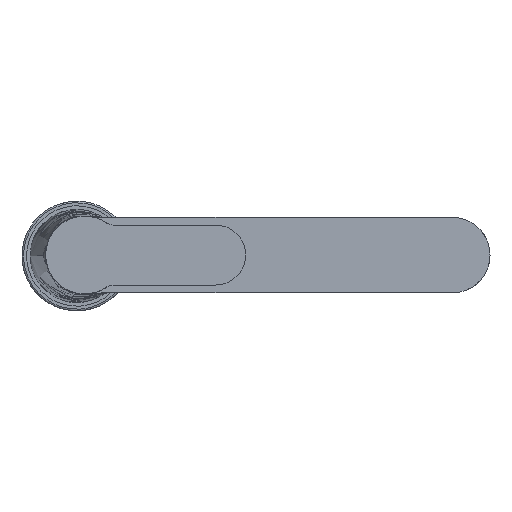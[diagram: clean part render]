
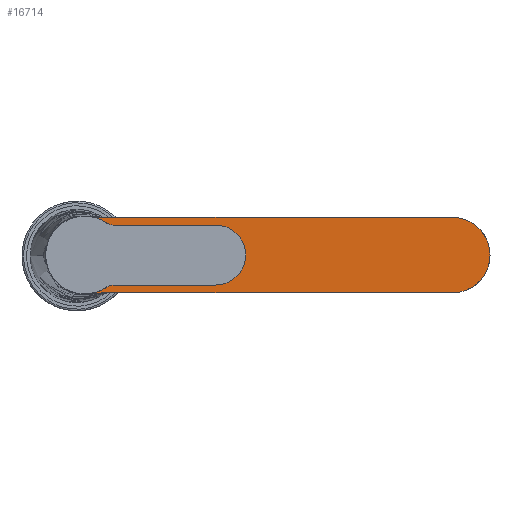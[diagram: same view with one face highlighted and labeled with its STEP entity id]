
A CAD part, top view. The second image highlights one B-rep face of the part: STEP entity #16714.
In plain terms, the highlighted planar face has unit normal (0, 0, 1).
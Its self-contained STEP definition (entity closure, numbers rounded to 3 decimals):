
#303 = B_SPLINE_CURVE_WITH_KNOTS ( 'NONE', 3,
 ( #18703, #12587, #36817, #27975, #15747, #27792, #779, #6881, #12782, #962, #12968, #25019, #10024, #22063, #19089, #4092, #9254, #7251 ),
 .UNSPECIFIED., .F., .F.,
 ( 4, 2, 2, 2, 2, 2, 2, 2, 4 ),
 ( 0., 0.125, 0.25, 0.375, 0.5, 0.625, 0.75, 0.875, 1. ),
 .UNSPECIFIED. ) ;
#529 = EDGE_CURVE ( 'NONE', #27998, #13071, #6651, .T. ) ;
#653 = EDGE_LOOP ( 'NONE', ( #28428, #16109, #15159, #18235, #25201, #29697, #9853, #22458 ) ) ;
#779 = CARTESIAN_POINT ( 'NONE',  ( -11.328, -9.376, 220. ) ) ;
#905 = CARTESIAN_POINT ( 'NONE',  ( 11.736, -17., 220. ) ) ;
#962 = CARTESIAN_POINT ( 'NONE',  ( -7.176, -13.921, 220. ) ) ;
#1189 = ORIENTED_EDGE ( 'NONE', *, *, #31551, .T. ) ;
#1367 = CARTESIAN_POINT ( 'NONE',  ( -13.35, 4.884, 220. ) ) ;
#1411 = CIRCLE ( 'NONE', #15891, 17. ) ;
#2042 = DIRECTION ( 'NONE',  ( 0., 0., 1. ) ) ;
#2232 = CARTESIAN_POINT ( 'NONE',  ( 11.736, 17., 220. ) ) ;
#3276 = CARTESIAN_POINT ( 'NONE',  ( 9.687, -17., 220. ) ) ;
#3700 = EDGE_CURVE ( 'NONE', #37932, #24036, #13370, .T. ) ;
#3845 = DIRECTION ( 'NONE',  ( 1., 0., 0. ) ) ;
#3933 = CARTESIAN_POINT ( 'NONE',  ( -11.95, 8.312, 220. ) ) ;
#4092 = CARTESIAN_POINT ( 'NONE',  ( 3.154, -17.54, 220. ) ) ;
#4135 = CARTESIAN_POINT ( 'NONE',  ( 6., 17., 220. ) ) ;
#4305 = CARTESIAN_POINT ( 'NONE',  ( -12.966, 6.055, 220. ) ) ;
#4506 = CARTESIAN_POINT ( 'NONE',  ( -9.86, 11.37, 220. ) ) ;
#5000 = CARTESIAN_POINT ( 'NONE',  ( 7.647, 17.124, 220. ) ) ;
#5588 = DIRECTION ( 'NONE',  ( 1., 0., 0. ) ) ;
#6651 = CIRCLE ( 'NONE', #36850, 17. ) ;
#6881 = CARTESIAN_POINT ( 'NONE',  ( -9.861, -11.37, 220. ) ) ;
#6997 = AXIS2_PLACEMENT_3D ( 'NONE', #35785, #18046, #30090 ) ;
#7097 = CARTESIAN_POINT ( 'NONE',  ( -6.173, 14.636, 220. ) ) ;
#7251 = CARTESIAN_POINT ( 'NONE',  ( 5.614, -17.372, 220. ) ) ;
#7326 = EDGE_CURVE ( 'NONE', #29559, #24870, #303, .T. ) ;
#8154 = CARTESIAN_POINT ( 'NONE',  ( 169., 0., 220. ) ) ;
#8414 = CARTESIAN_POINT ( 'NONE',  ( -10.385, 0., 220. ) ) ;
#9007 = CARTESIAN_POINT ( 'NONE',  ( 5.614, -17.372, 220. ) ) ;
#9254 = CARTESIAN_POINT ( 'NONE',  ( 4.385, -17.521, 220. ) ) ;
#9579 = FACE_OUTER_BOUND ( 'NONE', #653, .T. ) ;
#9853 = ORIENTED_EDGE ( 'NONE', *, *, #15224, .T. ) ;
#10024 = CARTESIAN_POINT ( 'NONE',  ( -2.885, -16.341, 220. ) ) ;
#12587 = CARTESIAN_POINT ( 'NONE',  ( -14., -1.238, 220. ) ) ;
#12782 = CARTESIAN_POINT ( 'NONE',  ( -9.029, -12.28, 220. ) ) ;
#12968 = CARTESIAN_POINT ( 'NONE',  ( -6.173, -14.636, 220. ) ) ;
#13071 = VERTEX_POINT ( 'NONE', #33884 ) ;
#13370 = B_SPLINE_CURVE_WITH_KNOTS ( 'NONE', 3,
 ( #2232, #29446, #5000, #17219 ),
 .UNSPECIFIED., .F., .F.,
 ( 4, 4 ),
 ( 0., 1. ),
 .UNSPECIFIED. ) ;
#14240 = VERTEX_POINT ( 'NONE', #22446 ) ;
#14440 = EDGE_CURVE ( 'NONE', #21560, #14240, #35040, .T. ) ;
#14944 = VERTEX_POINT ( 'NONE', #35576 ) ;
#15159 = ORIENTED_EDGE ( 'NONE', *, *, #15523, .T. ) ;
#15224 = EDGE_CURVE ( 'NONE', #14240, #27998, #1411, .T. ) ;
#15311 = CARTESIAN_POINT ( 'NONE',  ( 5.614, 17.372, 220. ) ) ;
#15523 = EDGE_CURVE ( 'NONE', #24036, #29559, #25290, .T. ) ;
#15747 = CARTESIAN_POINT ( 'NONE',  ( -12.966, -6.054, 220. ) ) ;
#15891 = AXIS2_PLACEMENT_3D ( 'NONE', #25328, #2042, #37695 ) ;
#15934 = B_SPLINE_CURVE_WITH_KNOTS ( 'NONE', 3,
 ( #9007, #27158, #3276, #905 ),
 .UNSPECIFIED., .F., .F.,
 ( 4, 4 ),
 ( 0., 1. ),
 .UNSPECIFIED. ) ;
#16109 = ORIENTED_EDGE ( 'NONE', *, *, #3700, .T. ) ;
#16475 = VECTOR ( 'NONE', #31710, 1000. ) ;
#16714 = ADVANCED_FACE ( 'NONE', ( #36950, #9579 ), #27721, .T. ) ;
#17219 = CARTESIAN_POINT ( 'NONE',  ( 5.614, 17.372, 220. ) ) ;
#18046 = DIRECTION ( 'NONE',  ( 0., 0., -1. ) ) ;
#18235 = ORIENTED_EDGE ( 'NONE', *, *, #7326, .T. ) ;
#18703 = CARTESIAN_POINT ( 'NONE',  ( -14., 0., 220. ) ) ;
#18924 = CARTESIAN_POINT ( 'NONE',  ( -7.176, 13.921, 220. ) ) ;
#18936 = AXIS2_PLACEMENT_3D ( 'NONE', #26516, #20391, #38894 ) ;
#19089 = CARTESIAN_POINT ( 'NONE',  ( 0.688, -17.317, 220. ) ) ;
#19919 = CARTESIAN_POINT ( 'NONE',  ( 186., 0., 220. ) ) ;
#20391 = DIRECTION ( 'NONE',  ( 0., 0., -1. ) ) ;
#21213 = CARTESIAN_POINT ( 'NONE',  ( 3.5, 0., 220. ) ) ;
#21560 = VERTEX_POINT ( 'NONE', #31522 ) ;
#21891 = CARTESIAN_POINT ( 'NONE',  ( 3.153, 17.54, 220. ) ) ;
#22063 = CARTESIAN_POINT ( 'NONE',  ( -0.521, -17.077, 220. ) ) ;
#22098 = CIRCLE ( 'NONE', #18936, 13.885 ) ;
#22105 = LINE ( 'NONE', #4135, #29402 ) ;
#22446 = CARTESIAN_POINT ( 'NONE',  ( 169., -17., 220. ) ) ;
#22458 = ORIENTED_EDGE ( 'NONE', *, *, #529, .T. ) ;
#23278 = EDGE_CURVE ( 'NONE', #37932, #13071, #22105, .T. ) ;
#24036 = VERTEX_POINT ( 'NONE', #15311 ) ;
#24857 = CARTESIAN_POINT ( 'NONE',  ( 5.614, 17.372, 220. ) ) ;
#24870 = VERTEX_POINT ( 'NONE', #31125 ) ;
#25019 = CARTESIAN_POINT ( 'NONE',  ( -4.016, -15.852, 220. ) ) ;
#25201 = ORIENTED_EDGE ( 'NONE', *, *, #30204, .T. ) ;
#25290 = B_SPLINE_CURVE_WITH_KNOTS ( 'NONE', 3,
 ( #24857, #37224, #21891, #28571, #36657, #37414, #33901, #7097, #18924, #30966, #4506, #31528, #3933, #4305, #1367, #37036, #31146, #27995 ),
 .UNSPECIFIED., .F., .F.,
 ( 4, 2, 2, 2, 2, 2, 2, 2, 4 ),
 ( 0., 0.125, 0.25, 0.375, 0.5, 0.625, 0.75, 0.875, 1. ),
 .UNSPECIFIED. ) ;
#25328 = CARTESIAN_POINT ( 'NONE',  ( 169., 0., 220. ) ) ;
#26225 = ORIENTED_EDGE ( 'NONE', *, *, #38504, .T. ) ;
#26516 = CARTESIAN_POINT ( 'NONE',  ( 3.5, 0., 220. ) ) ;
#27158 = CARTESIAN_POINT ( 'NONE',  ( 7.647, -17.124, 220. ) ) ;
#27721 = PLANE ( 'NONE',  #28176 ) ;
#27750 = EDGE_LOOP ( 'NONE', ( #26225, #1189 ) ) ;
#27792 = CARTESIAN_POINT ( 'NONE',  ( -11.95, -8.312, 220. ) ) ;
#27975 = CARTESIAN_POINT ( 'NONE',  ( -13.35, -4.884, 220. ) ) ;
#27995 = CARTESIAN_POINT ( 'NONE',  ( -14., 0., 220. ) ) ;
#27998 = VERTEX_POINT ( 'NONE', #19919 ) ;
#28176 = AXIS2_PLACEMENT_3D ( 'NONE', #21213, #33622, #3845 ) ;
#28428 = ORIENTED_EDGE ( 'NONE', *, *, #23278, .F. ) ;
#28571 = CARTESIAN_POINT ( 'NONE',  ( 0.688, 17.317, 220. ) ) ;
#29402 = VECTOR ( 'NONE', #34123, 1000. ) ;
#29446 = CARTESIAN_POINT ( 'NONE',  ( 9.687, 17., 220. ) ) ;
#29559 = VERTEX_POINT ( 'NONE', #38232 ) ;
#29697 = ORIENTED_EDGE ( 'NONE', *, *, #14440, .T. ) ;
#30090 = DIRECTION ( 'NONE',  ( 1., 0., 0. ) ) ;
#30204 = EDGE_CURVE ( 'NONE', #24870, #21560, #15934, .T. ) ;
#30966 = CARTESIAN_POINT ( 'NONE',  ( -9.03, 12.28, 220. ) ) ;
#31125 = CARTESIAN_POINT ( 'NONE',  ( 5.614, -17.372, 220. ) ) ;
#31146 = CARTESIAN_POINT ( 'NONE',  ( -14., 1.238, 220. ) ) ;
#31189 = CARTESIAN_POINT ( 'NONE',  ( 11.736, 17., 220. ) ) ;
#31521 = CARTESIAN_POINT ( 'NONE',  ( 6., -17., 220. ) ) ;
#31522 = CARTESIAN_POINT ( 'NONE',  ( 11.736, -17., 220. ) ) ;
#31528 = CARTESIAN_POINT ( 'NONE',  ( -11.328, 9.376, 220. ) ) ;
#31551 = EDGE_CURVE ( 'NONE', #34379, #14944, #22098, .T. ) ;
#31710 = DIRECTION ( 'NONE',  ( 1., 0., 0. ) ) ;
#32597 = DIRECTION ( 'NONE',  ( 0., 0., 1. ) ) ;
#33445 = CIRCLE ( 'NONE', #6997, 13.885 ) ;
#33622 = DIRECTION ( 'NONE',  ( 0., 0., 1. ) ) ;
#33884 = CARTESIAN_POINT ( 'NONE',  ( 169., 17., 220. ) ) ;
#33901 = CARTESIAN_POINT ( 'NONE',  ( -4.016, 15.852, 220. ) ) ;
#34123 = DIRECTION ( 'NONE',  ( 1., 0., 0. ) ) ;
#34379 = VERTEX_POINT ( 'NONE', #8414 ) ;
#35040 = LINE ( 'NONE', #31521, #16475 ) ;
#35576 = CARTESIAN_POINT ( 'NONE',  ( 17.385, 0., 220. ) ) ;
#35785 = CARTESIAN_POINT ( 'NONE',  ( 3.5, 0., 220. ) ) ;
#36657 = CARTESIAN_POINT ( 'NONE',  ( -0.521, 17.077, 220. ) ) ;
#36817 = CARTESIAN_POINT ( 'NONE',  ( -13.87, -2.463, 220. ) ) ;
#36850 = AXIS2_PLACEMENT_3D ( 'NONE', #8154, #32597, #5588 ) ;
#36950 = FACE_BOUND ( 'NONE', #27750, .T. ) ;
#37036 = CARTESIAN_POINT ( 'NONE',  ( -13.87, 2.463, 220. ) ) ;
#37224 = CARTESIAN_POINT ( 'NONE',  ( 4.385, 17.521, 220. ) ) ;
#37414 = CARTESIAN_POINT ( 'NONE',  ( -2.885, 16.341, 220. ) ) ;
#37695 = DIRECTION ( 'NONE',  ( 1., 0., 0. ) ) ;
#37932 = VERTEX_POINT ( 'NONE', #31189 ) ;
#38232 = CARTESIAN_POINT ( 'NONE',  ( -14., 0., 220. ) ) ;
#38504 = EDGE_CURVE ( 'NONE', #14944, #34379, #33445, .T. ) ;
#38894 = DIRECTION ( 'NONE',  ( 1., 0., 0. ) ) ;
